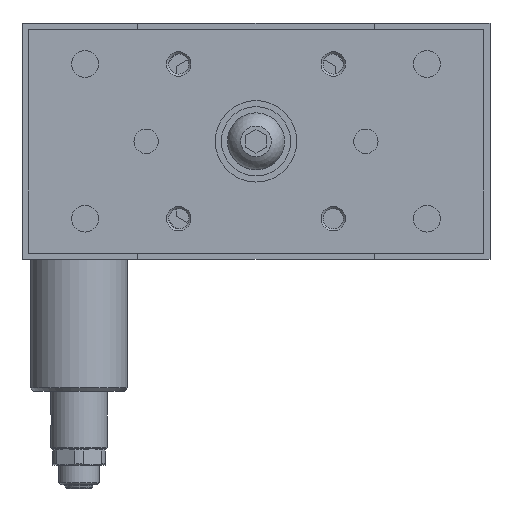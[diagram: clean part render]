
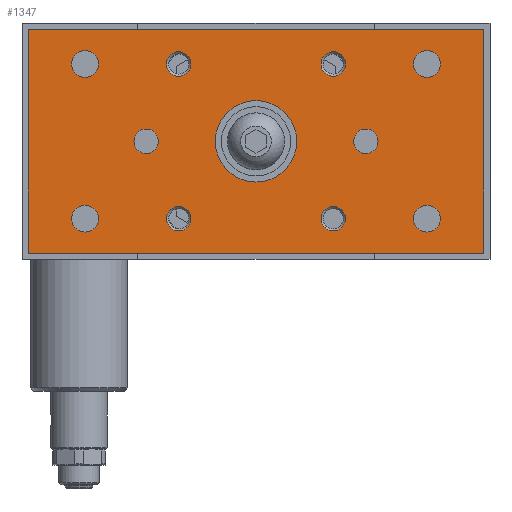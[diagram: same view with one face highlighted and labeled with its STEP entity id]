
A CAD part, left-side view. The second image highlights one B-rep face of the part: STEP entity #1347.
In plain terms, the highlighted planar face has unit normal (-1, 0, 0).
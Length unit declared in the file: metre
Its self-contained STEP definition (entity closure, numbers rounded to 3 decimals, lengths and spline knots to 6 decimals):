
#1347 = ADVANCED_FACE( '', ( #2988, #2989, #2990, #2991, #2992, #2993, #2994, #2995, #2996, #2997, #2998, #2999 ), #3000, .F. );
#2988 = FACE_BOUND( '', #4665, .T. );
#2989 = FACE_BOUND( '', #4666, .T. );
#2990 = FACE_BOUND( '', #4667, .T. );
#2991 = FACE_BOUND( '', #4668, .T. );
#2992 = FACE_BOUND( '', #4669, .T. );
#2993 = FACE_BOUND( '', #4670, .T. );
#2994 = FACE_BOUND( '', #4671, .T. );
#2995 = FACE_BOUND( '', #4672, .T. );
#2996 = FACE_BOUND( '', #4673, .T. );
#2997 = FACE_BOUND( '', #4674, .T. );
#2998 = FACE_BOUND( '', #4675, .T. );
#2999 = FACE_OUTER_BOUND( '', #4676, .T. );
#3000 = PLANE( '', #4677 );
#4665 = EDGE_LOOP( '', ( #7930 ) );
#4666 = EDGE_LOOP( '', ( #7931 ) );
#4667 = EDGE_LOOP( '', ( #7932 ) );
#4668 = EDGE_LOOP( '', ( #7933 ) );
#4669 = EDGE_LOOP( '', ( #7934 ) );
#4670 = EDGE_LOOP( '', ( #7935 ) );
#4671 = EDGE_LOOP( '', ( #7936 ) );
#4672 = EDGE_LOOP( '', ( #7937 ) );
#4673 = EDGE_LOOP( '', ( #7938 ) );
#4674 = EDGE_LOOP( '', ( #7939 ) );
#4675 = EDGE_LOOP( '', ( #7940 ) );
#4676 = EDGE_LOOP( '', ( #7941, #7942, #7943, #7944 ) );
#4677 = AXIS2_PLACEMENT_3D( '', #7945, #7946, #7947 );
#7930 = ORIENTED_EDGE( '', *, *, #9071, .T. );
#7931 = ORIENTED_EDGE( '', *, *, #9036, .T. );
#7932 = ORIENTED_EDGE( '', *, *, #8627, .F. );
#7933 = ORIENTED_EDGE( '', *, *, #8713, .F. );
#7934 = ORIENTED_EDGE( '', *, *, #8406, .T. );
#7935 = ORIENTED_EDGE( '', *, *, #8608, .F. );
#7936 = ORIENTED_EDGE( '', *, *, #9223, .T. );
#7937 = ORIENTED_EDGE( '', *, *, #9152, .T. );
#7938 = ORIENTED_EDGE( '', *, *, #8475, .F. );
#7939 = ORIENTED_EDGE( '', *, *, #9225, .F. );
#7940 = ORIENTED_EDGE( '', *, *, #8102, .T. );
#7941 = ORIENTED_EDGE( '', *, *, #8851, .T. );
#7942 = ORIENTED_EDGE( '', *, *, #9268, .T. );
#7943 = ORIENTED_EDGE( '', *, *, #8653, .T. );
#7944 = ORIENTED_EDGE( '', *, *, #8234, .T. );
#7945 = CARTESIAN_POINT( '', ( -0.022, -0.056, -0.0565 ) );
#7946 = DIRECTION( '', ( 1., 0., 0. ) );
#7947 = DIRECTION( '', ( 0., 1., 0. ) );
#8102 = EDGE_CURVE( '', #9354, #9354, #9355, .T. );
#8234 = EDGE_CURVE( '', #9580, #9578, #9581, .T. );
#8406 = EDGE_CURVE( '', #9863, #9863, #9864, .T. );
#8475 = EDGE_CURVE( '', #9971, #9971, #9972, .T. );
#8608 = EDGE_CURVE( '', #10186, #10186, #10187, .T. );
#8627 = EDGE_CURVE( '', #10215, #10215, #10216, .T. );
#8653 = EDGE_CURVE( '', #10256, #9580, #10257, .T. );
#8713 = EDGE_CURVE( '', #10350, #10350, #10351, .T. );
#8851 = EDGE_CURVE( '', #9578, #10544, #10546, .T. );
#9036 = EDGE_CURVE( '', #10792, #10792, #10793, .T. );
#9071 = EDGE_CURVE( '', #10833, #10833, #10834, .T. );
#9152 = EDGE_CURVE( '', #10927, #10927, #10928, .T. );
#9223 = EDGE_CURVE( '', #11007, #11007, #11008, .T. );
#9225 = EDGE_CURVE( '', #11010, #11010, #11011, .T. );
#9268 = EDGE_CURVE( '', #10544, #10256, #11053, .T. );
#9354 = VERTEX_POINT( '', #11160 );
#9355 = CIRCLE( '', #11161, 0.0033 );
#9578 = VERTEX_POINT( '', #11585 );
#9580 = VERTEX_POINT( '', #11588 );
#9581 = LINE( '', #11589, #11590 );
#9863 = VERTEX_POINT( '', #12036 );
#9864 = CIRCLE( '', #12037, 0.003 );
#9971 = VERTEX_POINT( '', #12204 );
#9972 = CIRCLE( '', #12205, 0.0033 );
#10186 = VERTEX_POINT( '', #12706 );
#10187 = CIRCLE( '', #12707, 0.003 );
#10215 = VERTEX_POINT( '', #12759 );
#10216 = CIRCLE( '', #12760, 0.003 );
#10256 = VERTEX_POINT( '', #12836 );
#10257 = LINE( '', #12837, #12838 );
#10350 = VERTEX_POINT( '', #13045 );
#10351 = CIRCLE( '', #13046, 0.003 );
#10544 = VERTEX_POINT( '', #13383 );
#10546 = LINE( '', #13386, #13387 );
#10792 = VERTEX_POINT( '', #13764 );
#10793 = CIRCLE( '', #13765, 0.003 );
#10833 = VERTEX_POINT( '', #13836 );
#10834 = CIRCLE( '', #13837, 0.01 );
#10927 = VERTEX_POINT( '', #13991 );
#10928 = CIRCLE( '', #13992, 0.0033 );
#11007 = VERTEX_POINT( '', #14155 );
#11008 = CIRCLE( '', #14156, 0.003 );
#11010 = VERTEX_POINT( '', #14158 );
#11011 = CIRCLE( '', #14159, 0.0033 );
#11053 = LINE( '', #14204, #14205 );
#11160 = CARTESIAN_POINT( '', ( -0.022, 0.042, -0.0067 ) );
#11161 = AXIS2_PLACEMENT_3D( '', #14272, #14273, #14274 );
#11585 = CARTESIAN_POINT( '', ( -0.022, -0.056, -0.0565 ) );
#11588 = CARTESIAN_POINT( '', ( -0.022, 0.056, -0.0565 ) );
#11589 = CARTESIAN_POINT( '', ( -0.022, 0.056, -0.0565 ) );
#11590 = VECTOR( '', #14449, 1. );
#12036 = CARTESIAN_POINT( '', ( -0.022, 0.019, -0.013 ) );
#12037 = AXIS2_PLACEMENT_3D( '', #14685, #14686, #14687 );
#12204 = CARTESIAN_POINT( '', ( -0.022, 0.042, -0.0513 ) );
#12205 = AXIS2_PLACEMENT_3D( '', #14778, #14779, #14780 );
#12706 = CARTESIAN_POINT( '', ( -0.022, -0.027, -0.032 ) );
#12707 = AXIS2_PLACEMENT_3D( '', #14967, #14968, #14969 );
#12759 = CARTESIAN_POINT( '', ( -0.022, 0.019, -0.045 ) );
#12760 = AXIS2_PLACEMENT_3D( '', #14992, #14993, #14994 );
#12836 = CARTESIAN_POINT( '', ( -0.022, 0.056, -0.0015 ) );
#12837 = CARTESIAN_POINT( '', ( -0.022, 0.056, -0.0015 ) );
#12838 = VECTOR( '', #15034, 1. );
#13045 = CARTESIAN_POINT( '', ( -0.022, -0.019, -0.013 ) );
#13046 = AXIS2_PLACEMENT_3D( '', #15095, #15096, #15097 );
#13383 = CARTESIAN_POINT( '', ( -0.022, -0.056, -0.0015 ) );
#13386 = CARTESIAN_POINT( '', ( -0.022, -0.056, -0.0565 ) );
#13387 = VECTOR( '', #15264, 1. );
#13764 = CARTESIAN_POINT( '', ( -0.022, -0.019, -0.045 ) );
#13765 = AXIS2_PLACEMENT_3D( '', #15470, #15471, #15472 );
#13836 = CARTESIAN_POINT( '', ( -0.022, 0., -0.039 ) );
#13837 = AXIS2_PLACEMENT_3D( '', #15495, #15496, #15497 );
#13991 = CARTESIAN_POINT( '', ( -0.022, -0.042, -0.0513 ) );
#13992 = AXIS2_PLACEMENT_3D( '', #15554, #15555, #15556 );
#14155 = CARTESIAN_POINT( '', ( -0.022, 0.027, -0.032 ) );
#14156 = AXIS2_PLACEMENT_3D( '', #15590, #15591, #15592 );
#14158 = CARTESIAN_POINT( '', ( -0.022, -0.042, -0.0067 ) );
#14159 = AXIS2_PLACEMENT_3D( '', #15593, #15594, #15595 );
#14204 = CARTESIAN_POINT( '', ( -0.022, -0.056, -0.0015 ) );
#14205 = VECTOR( '', #15605, 1. );
#14272 = CARTESIAN_POINT( '', ( -0.022, 0.042, -0.01 ) );
#14273 = DIRECTION( '', ( 1., 0., 0. ) );
#14274 = DIRECTION( '', ( 0., 0., 1. ) );
#14449 = DIRECTION( '', ( 0., -1., 0. ) );
#14685 = CARTESIAN_POINT( '', ( -0.022, 0.019, -0.01 ) );
#14686 = DIRECTION( '', ( 1., 0., 0. ) );
#14687 = DIRECTION( '', ( 0., 0., -1. ) );
#14778 = CARTESIAN_POINT( '', ( -0.022, 0.042, -0.048 ) );
#14779 = DIRECTION( '', ( -1., 0., 0. ) );
#14780 = DIRECTION( '', ( 0., 0., -1. ) );
#14967 = CARTESIAN_POINT( '', ( -0.022, -0.027, -0.029 ) );
#14968 = DIRECTION( '', ( -1., 0., 0. ) );
#14969 = DIRECTION( '', ( 0., 0., -1. ) );
#14992 = CARTESIAN_POINT( '', ( -0.022, 0.019, -0.048 ) );
#14993 = DIRECTION( '', ( -1., 0., 0. ) );
#14994 = DIRECTION( '', ( 0., 0., 1. ) );
#15034 = DIRECTION( '', ( 0., 0., -1. ) );
#15095 = CARTESIAN_POINT( '', ( -0.022, -0.019, -0.01 ) );
#15096 = DIRECTION( '', ( -1., 0., 0. ) );
#15097 = DIRECTION( '', ( 0., 0., -1. ) );
#15264 = DIRECTION( '', ( 0., 0., 1. ) );
#15470 = CARTESIAN_POINT( '', ( -0.022, -0.019, -0.048 ) );
#15471 = DIRECTION( '', ( 1., 0., 0. ) );
#15472 = DIRECTION( '', ( 0., 0., 1. ) );
#15495 = CARTESIAN_POINT( '', ( -0.022, 0., -0.029 ) );
#15496 = DIRECTION( '', ( 1., 0., 0. ) );
#15497 = DIRECTION( '', ( 0., 0., -1. ) );
#15554 = CARTESIAN_POINT( '', ( -0.022, -0.042, -0.048 ) );
#15555 = DIRECTION( '', ( 1., 0., 0. ) );
#15556 = DIRECTION( '', ( 0., 0., -1. ) );
#15590 = CARTESIAN_POINT( '', ( -0.022, 0.027, -0.029 ) );
#15591 = DIRECTION( '', ( 1., 0., 0. ) );
#15592 = DIRECTION( '', ( 0., 0., -1. ) );
#15593 = CARTESIAN_POINT( '', ( -0.022, -0.042, -0.01 ) );
#15594 = DIRECTION( '', ( -1., 0., 0. ) );
#15595 = DIRECTION( '', ( 0., 0., 1. ) );
#15605 = DIRECTION( '', ( 0., 1., 0. ) );
